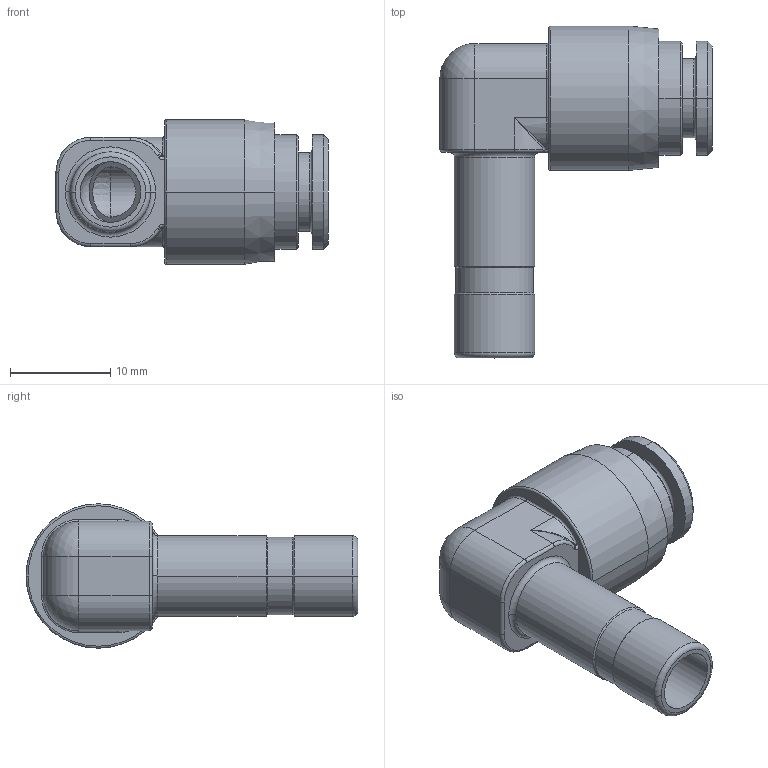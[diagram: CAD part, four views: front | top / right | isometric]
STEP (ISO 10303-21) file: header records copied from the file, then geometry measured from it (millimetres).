
FILE_DESCRIPTION(( 'MXP.43.06.08.stp' ), '1');
FILE_NAME( 'MXP.43.06.08.stp', '2021-02-22T15:46:03',( 'Sopra'),('sopra-pneumatic.com'), 'SwSTEP 2.0','SolidWorks 2009','' );
FILE_SCHEMA(('CONFIG_CONTROL_DESIGN'));
Length unit declared in the file: millimetre
Products named in the file (1): 367032B_911V-6FF-D8
Bounding box: 27.15 x 33.1 x 14.4 mm (x, y, z)
Volume: 3068.4 mm3; surface area: 2795.9 mm2
Topology: 1 solids, 1 shells, 94 faces, 203 edges, 116 vertices
Faces by surface type: cylinder 35, torus 22, plane 13, cone 12, sphere 6, bspline 6
Entity records: 2845 total; most frequent: CARTESIAN_POINT 736, DIRECTION 483, ORIENTED_EDGE 402, AXIS2_PLACEMENT_3D 211, EDGE_CURVE 201, CIRCLE 123, VERTEX_POINT 116, EDGE_LOOP 103
